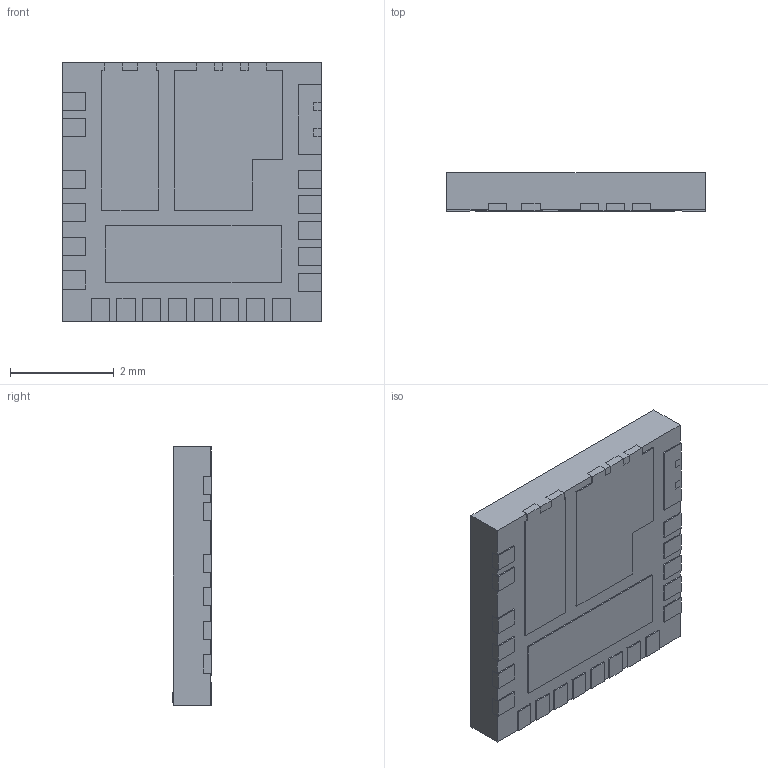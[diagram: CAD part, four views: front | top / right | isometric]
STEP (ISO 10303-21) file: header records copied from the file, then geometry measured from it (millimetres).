
FILE_DESCRIPTION(/* description */ (''),/* implementation_level */ '2;1');
FILE_NAME(/* name */ 'MLP55_27L.STEP.step',/* time_stamp */ '2022-03-07T23:36:28-08:00',/* author */ (''),/* organization */ (''),/* preprocessor_version */ 'ST-DEVELOPER v18.1',/* originating_system */ 'Autodesk Translation Framework v10.13.0.1454',/* authorisation */ '');
FILE_SCHEMA (('AUTOMOTIVE_DESIGN { 1 0 10303 214 3 1 1 }'));
Length unit declared in the file: millimetre
Products named in the file (1): MLP55_27L
Bounding box: 5 x 0.75 x 5 mm (x, y, z)
Volume: 18.3 mm3; surface area: 110.5 mm2
Topology: 25 solids, 25 shells, 302 faces, 750 edges, 500 vertices
Faces by surface type: plane 300, cylinder 2
Full cylindrical faces by diameter (mm): 0.2 x2
Entity records: 8808 total; most frequent: CARTESIAN_POINT 1553, ORIENTED_EDGE 1500, DIRECTION 1360, EDGE_CURVE 750, LINE 746, VECTOR 746, VERTEX_POINT 500, AXIS2_PLACEMENT_3D 307
